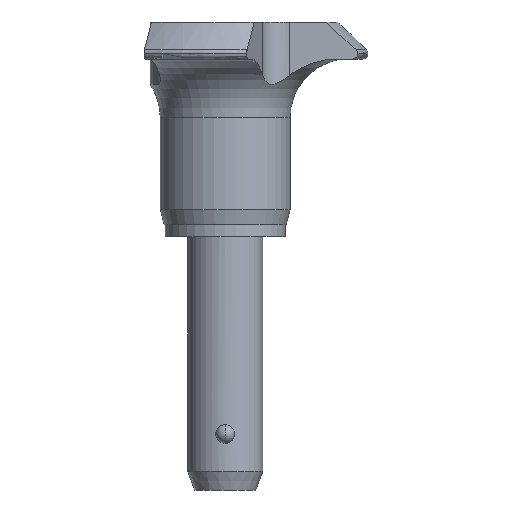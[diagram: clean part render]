
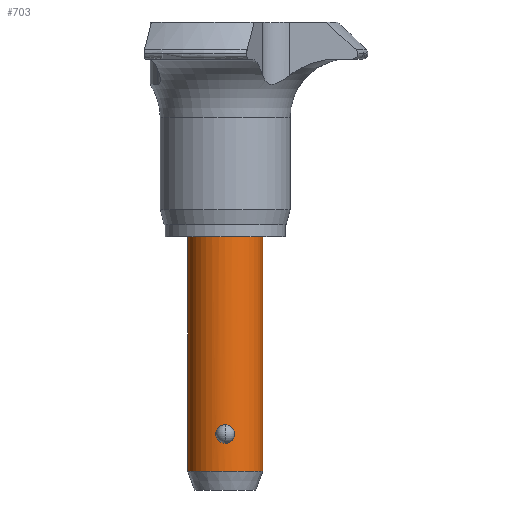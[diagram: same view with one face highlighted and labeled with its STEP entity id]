
A CAD part, front view. The second image highlights one B-rep face of the part: STEP entity #703.
In plain terms, the highlighted cylindrical face has radius 5 mm (diameter 10 mm), a partial arc.
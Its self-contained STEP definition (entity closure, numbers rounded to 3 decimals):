
#647=EDGE_CURVE('',#755,#841,#1296,.T.);
#669=VERTEX_POINT('',#1321);
#699=EDGE_CURVE('',#829,#755,#1356,.T.);
#703=ADVANCED_FACE('',(#1360,#1361),#1362,.T.);
#755=VERTEX_POINT('',#1420);
#771=EDGE_CURVE('',#841,#829,#1437,.T.);
#829=VERTEX_POINT('',#1498);
#841=VERTEX_POINT('',#1512);
#861=EDGE_CURVE('',#879,#925,#1535,.T.);
#875=EDGE_CURVE('',#879,#911,#1549,.T.);
#879=VERTEX_POINT('',#1553);
#891=EDGE_CURVE('',#669,#911,#1568,.T.);
#911=VERTEX_POINT('',#1591);
#913=EDGE_CURVE('',#669,#925,#1593,.T.);
#925=VERTEX_POINT('',#1607);
#1296=B_SPLINE_CURVE_WITH_KNOTS('',3,(#2401,#2402,#2403,#2404,#2405,#2406,#2407,#2408,#2409,#2410,#2411,#2412,#2413,#2414),.UNSPECIFIED.,.F.,.F.,(4,2,2,2,2,2,4),(5.561,5.874,6.187,6.378,6.569,6.992,7.414),.UNSPECIFIED.);
#1321=CARTESIAN_POINT('',(-5.,0.,-32.186));
#1356=B_SPLINE_CURVE_WITH_KNOTS('',3,(#2513,#2514,#2515,#2516,#2517,#2518,#2519,#2520,#2521,#2522,#2523,#2524,#2525,#2526,#2527,#2528,#2529,#2530,#2531,#2532,#2533,#2534,#2535,#2536,#2537,#2538),.UNSPECIFIED.,.F.,.F.,(4,2,2,2,2,2,2,2,2,2,2,2,4),(1.854,2.167,2.48,2.671,2.862,3.285,3.707,4.13,4.552,4.743,4.934,5.247,5.561),.UNSPECIFIED.);
#1360=FACE_OUTER_BOUND('',#2560,.T.);
#1361=FACE_BOUND('',#2561,.T.);
#1362=CYLINDRICAL_SURFACE('',#2562,5.);
#1420=CARTESIAN_POINT('',(0.,-5.,-26.011));
#1437=B_SPLINE_CURVE_WITH_KNOTS('',3,(#2677,#2678,#2679,#2680,#2681,#2682,#2683,#2684,#2685,#2686,#2687,#2688,#2689,#2690),.UNSPECIFIED.,.F.,.F.,(4,2,2,2,2,2,4),(0.0,0.422,0.845,1.036,1.227,1.54,1.854),.UNSPECIFIED.);
#1498=CARTESIAN_POINT('',(0.,-5.,-28.461));
#1512=CARTESIAN_POINT('',(1.247,-4.842,-27.236));
#1535=CIRCLE('',#2866,5.);
#1549=LINE('',#2926,#2927);
#1553=CARTESIAN_POINT('',(5.,0.,-0.986));
#1568=CIRCLE('',#2965,5.);
#1591=CARTESIAN_POINT('',(5.,0.,-32.186));
#1593=LINE('',#3069,#3070);
#1607=CARTESIAN_POINT('',(-5.,0.,-0.986));
#2401=CARTESIAN_POINT('',(0.,-5.,-26.011));
#2402=CARTESIAN_POINT('',(0.104,-5.,-26.011));
#2403=CARTESIAN_POINT('',(0.218,-4.996,-26.025));
#2404=CARTESIAN_POINT('',(0.436,-4.982,-26.082));
#2405=CARTESIAN_POINT('',(0.541,-4.971,-26.126));
#2406=CARTESIAN_POINT('',(0.686,-4.953,-26.209));
#2407=CARTESIAN_POINT('',(0.744,-4.945,-26.248));
#2408=CARTESIAN_POINT('',(0.851,-4.927,-26.335));
#2409=CARTESIAN_POINT('',(0.9,-4.918,-26.383));
#2410=CARTESIAN_POINT('',(1.035,-4.893,-26.535));
#2411=CARTESIAN_POINT('',(1.115,-4.874,-26.665));
#2412=CARTESIAN_POINT('',(1.221,-4.849,-26.945));
#2413=CARTESIAN_POINT('',(1.247,-4.842,-27.095));
#2414=CARTESIAN_POINT('',(1.247,-4.842,-27.236));
#2513=CARTESIAN_POINT('',(0.,-5.,-28.461));
#2514=CARTESIAN_POINT('',(-0.104,-5.,-28.461));
#2515=CARTESIAN_POINT('',(-0.218,-4.996,-28.447));
#2516=CARTESIAN_POINT('',(-0.436,-4.982,-28.39));
#2517=CARTESIAN_POINT('',(-0.541,-4.971,-28.346));
#2518=CARTESIAN_POINT('',(-0.686,-4.953,-28.263));
#2519=CARTESIAN_POINT('',(-0.744,-4.945,-28.224));
#2520=CARTESIAN_POINT('',(-0.851,-4.927,-28.137));
#2521=CARTESIAN_POINT('',(-0.9,-4.918,-28.089));
#2522=CARTESIAN_POINT('',(-1.035,-4.893,-27.937));
#2523=CARTESIAN_POINT('',(-1.115,-4.874,-27.808));
#2524=CARTESIAN_POINT('',(-1.221,-4.849,-27.528));
#2525=CARTESIAN_POINT('',(-1.247,-4.842,-27.377));
#2526=CARTESIAN_POINT('',(-1.247,-4.842,-27.095));
#2527=CARTESIAN_POINT('',(-1.221,-4.849,-26.945));
#2528=CARTESIAN_POINT('',(-1.115,-4.874,-26.665));
#2529=CARTESIAN_POINT('',(-1.035,-4.893,-26.535));
#2530=CARTESIAN_POINT('',(-0.9,-4.918,-26.383));
#2531=CARTESIAN_POINT('',(-0.851,-4.927,-26.335));
#2532=CARTESIAN_POINT('',(-0.744,-4.945,-26.248));
#2533=CARTESIAN_POINT('',(-0.686,-4.953,-26.209));
#2534=CARTESIAN_POINT('',(-0.541,-4.971,-26.126));
#2535=CARTESIAN_POINT('',(-0.436,-4.982,-26.082));
#2536=CARTESIAN_POINT('',(-0.218,-4.996,-26.025));
#2537=CARTESIAN_POINT('',(-0.104,-5.,-26.011));
#2538=CARTESIAN_POINT('',(0.,-5.,-26.011));
#2560=EDGE_LOOP('',(#3564,#3565,#3566,#3567));
#2561=EDGE_LOOP('',(#3568,#3569,#3570));
#2562=AXIS2_PLACEMENT_3D('',#3571,#3572,#3573);
#2677=CARTESIAN_POINT('',(1.247,-4.842,-27.236));
#2678=CARTESIAN_POINT('',(1.247,-4.842,-27.377));
#2679=CARTESIAN_POINT('',(1.221,-4.849,-27.528));
#2680=CARTESIAN_POINT('',(1.115,-4.874,-27.808));
#2681=CARTESIAN_POINT('',(1.035,-4.893,-27.937));
#2682=CARTESIAN_POINT('',(0.9,-4.918,-28.089));
#2683=CARTESIAN_POINT('',(0.851,-4.927,-28.137));
#2684=CARTESIAN_POINT('',(0.744,-4.945,-28.224));
#2685=CARTESIAN_POINT('',(0.686,-4.953,-28.263));
#2686=CARTESIAN_POINT('',(0.541,-4.971,-28.346));
#2687=CARTESIAN_POINT('',(0.436,-4.982,-28.39));
#2688=CARTESIAN_POINT('',(0.218,-4.996,-28.447));
#2689=CARTESIAN_POINT('',(0.104,-5.,-28.461));
#2690=CARTESIAN_POINT('',(0.,-5.,-28.461));
#2866=AXIS2_PLACEMENT_3D('',#3768,#3769,#3770);
#2926=CARTESIAN_POINT('',(5.,0.,-16.586));
#2927=VECTOR('',#3774,1.0);
#2965=AXIS2_PLACEMENT_3D('',#3796,#3797,#3798);
#3069=CARTESIAN_POINT('',(-5.,0.,-16.586));
#3070=VECTOR('',#3836,1.0);
#3564=ORIENTED_EDGE('',*,*,#913,.F.);
#3565=ORIENTED_EDGE('',*,*,#891,.T.);
#3566=ORIENTED_EDGE('',*,*,#875,.F.);
#3567=ORIENTED_EDGE('',*,*,#861,.T.);
#3568=ORIENTED_EDGE('',*,*,#771,.T.);
#3569=ORIENTED_EDGE('',*,*,#699,.T.);
#3570=ORIENTED_EDGE('',*,*,#647,.T.);
#3571=CARTESIAN_POINT('',(0.,0.,-16.586));
#3572=DIRECTION('',(-0.0,-0.0,-1.0));
#3573=DIRECTION('',(-1.0,0.,0.0));
#3768=CARTESIAN_POINT('',(0.,0.,-0.986));
#3769=DIRECTION('',(-0.0,0.0,-1.0));
#3770=DIRECTION('',(-1.0,0.,0.0));
#3774=DIRECTION('',(-0.0,-0.0,-1.0));
#3796=CARTESIAN_POINT('',(0.,0.,-32.186));
#3797=DIRECTION('',(0.0,0.0,1.0));
#3798=DIRECTION('',(-1.0,0.,0.0));
#3836=DIRECTION('',(0.0,0.0,1.0));
